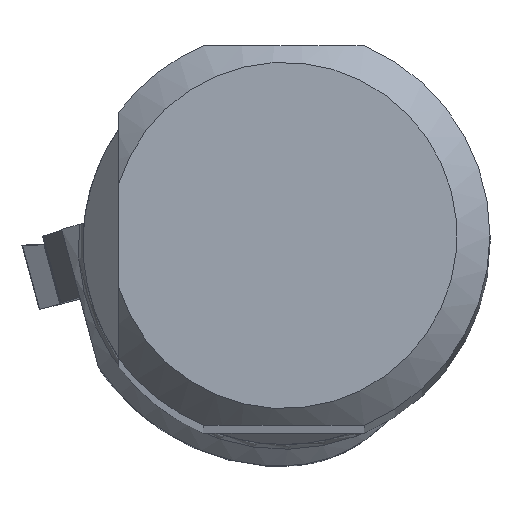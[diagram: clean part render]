
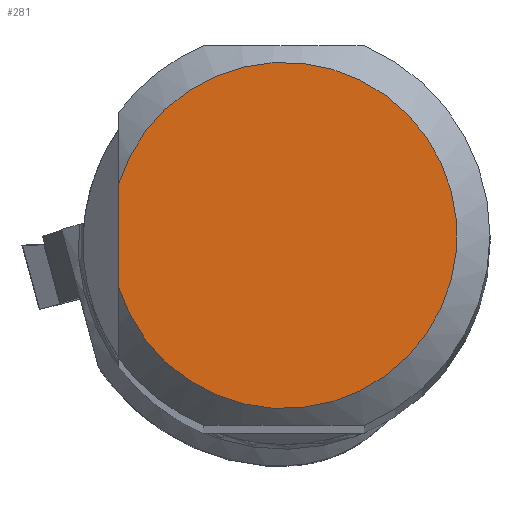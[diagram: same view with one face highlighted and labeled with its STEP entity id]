
A CAD part, top view. The second image highlights one B-rep face of the part: STEP entity #281.
In plain terms, the highlighted planar face has unit normal (0, 0, 1).
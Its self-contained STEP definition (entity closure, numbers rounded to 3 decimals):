
#173=PLANE('',#1868);
#281=ADVANCED_FACE('CU_SU_BP3',(#386),#173,.T.);
#386=FACE_OUTER_BOUND('',#475,.T.);
#475=EDGE_LOOP('',(#875,#876));
#528=CIRCLE('',#1867,10.491);
#875=ORIENTED_EDGE('',*,*,#1354,.F.);
#876=ORIENTED_EDGE('',*,*,#1355,.T.);
#1142=VERTEX_POINT('',#3035);
#1143=VERTEX_POINT('',#3036);
#1354=EDGE_CURVE('',#1142,#1143,#1516,.T.);
#1355=EDGE_CURVE('',#1142,#1143,#528,.T.);
#1516=LINE('',#3034,#1658);
#1658=VECTOR('',#2275,1.);
#1867=AXIS2_PLACEMENT_3D('',#3037,#2276,#2277);
#1868=AXIS2_PLACEMENT_3D('',#3038,#2278,#2279);
#2275=DIRECTION('',(0.,1.,0.));
#2276=DIRECTION('',(0.,0.,1.));
#2277=DIRECTION('',(1.,0.,0.));
#2278=DIRECTION('',(0.,0.,1.));
#2279=DIRECTION('',(1.,0.,0.));
#3034=CARTESIAN_POINT('',(-10.009,0.,0.));
#3035=CARTESIAN_POINT('',(-10.009,-3.145,0.));
#3036=CARTESIAN_POINT('',(-10.009,3.145,0.));
#3037=CARTESIAN_POINT('',(0.,0.,0.));
#3038=CARTESIAN_POINT('',(0.,0.,
0.));
